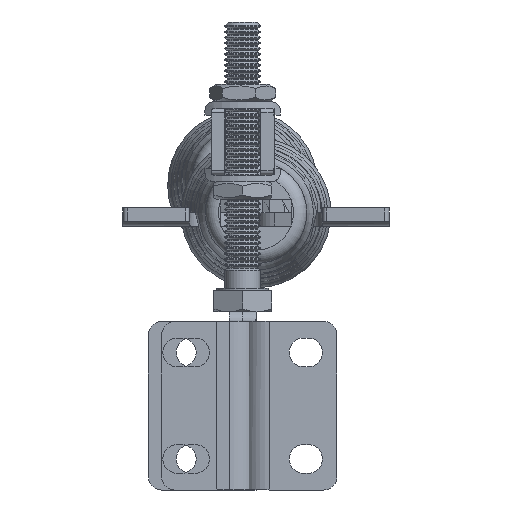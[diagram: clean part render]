
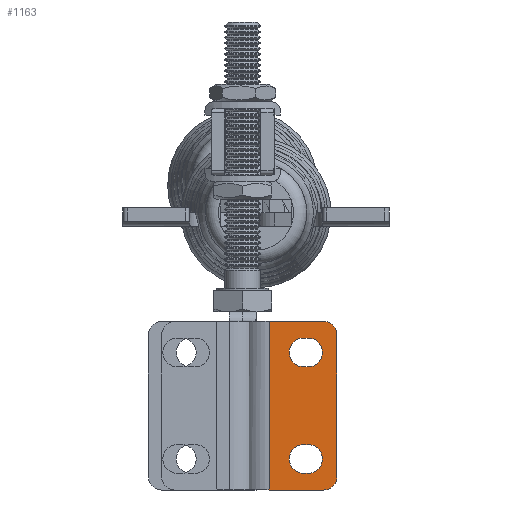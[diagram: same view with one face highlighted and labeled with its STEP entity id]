
A CAD part, left-side view. The second image highlights one B-rep face of the part: STEP entity #1163.
In plain terms, the highlighted planar face has unit normal (-1, 0, 0).
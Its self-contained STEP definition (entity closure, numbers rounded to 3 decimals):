
#1163 = ADVANCED_FACE( '', ( #2683, #2684, #2685 ), #2686, .T. );
#2683 = FACE_BOUND( '', #4517, .T. );
#2684 = FACE_OUTER_BOUND( '', #4518, .T. );
#2685 = FACE_BOUND( '', #4519, .T. );
#2686 = PLANE( '', #4520 );
#4517 = EDGE_LOOP( '', ( #7370, #7371, #7372, #7373 ) );
#4518 = EDGE_LOOP( '', ( #7374, #7375, #7376, #7377, #7378, #7379 ) );
#4519 = EDGE_LOOP( '', ( #7380, #7381, #7382, #7383 ) );
#4520 = AXIS2_PLACEMENT_3D( '', #7384, #7385, #7386 );
#7370 = ORIENTED_EDGE( '', *, *, #9705, .F. );
#7371 = ORIENTED_EDGE( '', *, *, #9478, .F. );
#7372 = ORIENTED_EDGE( '', *, *, #9706, .F. );
#7373 = ORIENTED_EDGE( '', *, *, #9707, .F. );
#7374 = ORIENTED_EDGE( '', *, *, #9218, .T. );
#7375 = ORIENTED_EDGE( '', *, *, #9517, .T. );
#7376 = ORIENTED_EDGE( '', *, *, #9708, .T. );
#7377 = ORIENTED_EDGE( '', *, *, #9693, .T. );
#7378 = ORIENTED_EDGE( '', *, *, #8781, .F. );
#7379 = ORIENTED_EDGE( '', *, *, #9709, .T. );
#7380 = ORIENTED_EDGE( '', *, *, #9291, .T. );
#7381 = ORIENTED_EDGE( '', *, *, #9049, .T. );
#7382 = ORIENTED_EDGE( '', *, *, #9512, .T. );
#7383 = ORIENTED_EDGE( '', *, *, #9643, .T. );
#7384 = CARTESIAN_POINT( '', ( -14.5, 3., -24.5 ) );
#7385 = DIRECTION( '', ( -1., 0., 0. ) );
#7386 = DIRECTION( '', ( 0., 0., 1. ) );
#8781 = EDGE_CURVE( '', #10101, #10102, #10103, .T. );
#9049 = EDGE_CURVE( '', #10556, #10561, #10563, .F. );
#9218 = EDGE_CURVE( '', #10841, #10839, #10842, .T. );
#9291 = EDGE_CURVE( '', #10955, #10556, #10957, .T. );
#9478 = EDGE_CURVE( '', #11243, #11244, #11245, .T. );
#9512 = EDGE_CURVE( '', #10561, #11298, #11300, .T. );
#9517 = EDGE_CURVE( '', #10839, #11305, #11307, .T. );
#9643 = EDGE_CURVE( '', #11298, #10955, #11482, .F. );
#9693 = EDGE_CURVE( '', #11548, #10102, #11549, .T. );
#9705 = EDGE_CURVE( '', #11244, #11562, #11563, .T. );
#9706 = EDGE_CURVE( '', #11564, #11243, #11565, .T. );
#9707 = EDGE_CURVE( '', #11562, #11564, #11566, .T. );
#9708 = EDGE_CURVE( '', #11305, #11548, #11567, .T. );
#9709 = EDGE_CURVE( '', #10101, #10841, #11568, .T. );
#10101 = VERTEX_POINT( '', #12104 );
#10102 = VERTEX_POINT( '', #12105 );
#10103 = LINE( '', #12106, #12107 );
#10556 = VERTEX_POINT( '', #12747 );
#10561 = VERTEX_POINT( '', #12753 );
#10563 = CIRCLE( '', #12756, 3.25 );
#10839 = VERTEX_POINT( '', #13135 );
#10841 = VERTEX_POINT( '', #13138 );
#10842 = LINE( '', #13139, #13140 );
#10955 = VERTEX_POINT( '', #13279 );
#10957 = LINE( '', #13282, #13283 );
#11243 = VERTEX_POINT( '', #13669 );
#11244 = VERTEX_POINT( '', #13670 );
#11245 = LINE( '', #13671, #13672 );
#11298 = VERTEX_POINT( '', #13752 );
#11300 = LINE( '', #13755, #13756 );
#11305 = VERTEX_POINT( '', #13761 );
#11307 = CIRCLE( '', #13764, 3. );
#11482 = CIRCLE( '', #14113, 3.25 );
#11548 = VERTEX_POINT( '', #14188 );
#11549 = CIRCLE( '', #14189, 3. );
#11562 = VERTEX_POINT( '', #14210 );
#11563 = CIRCLE( '', #14211, 3.25 );
#11564 = VERTEX_POINT( '', #14212 );
#11565 = CIRCLE( '', #14213, 3.25 );
#11566 = LINE( '', #14214, #14215 );
#11567 = LINE( '', #14216, #14217 );
#11568 = LINE( '', #14218, #14219 );
#12104 = CARTESIAN_POINT( '', ( -14.5, -3., -24.5 ) );
#12105 = CARTESIAN_POINT( '', ( -14.5, -15.25, -24.5 ) );
#12106 = CARTESIAN_POINT( '', ( -14.5, 3., -24.5 ) );
#12107 = VECTOR( '', #14834, 1000. );
#12747 = CARTESIAN_POINT( '', ( -14.5, -11.75, -28.25 ) );
#12753 = CARTESIAN_POINT( '', ( -14.5, -11.75, -34.75 ) );
#12756 = AXIS2_PLACEMENT_3D( '', #15253, #15254, #15255 );
#13135 = CARTESIAN_POINT( '', ( -14.5, -15.25, -62.5 ) );
#13138 = CARTESIAN_POINT( '', ( -14.5, -3., -62.5 ) );
#13139 = CARTESIAN_POINT( '', ( -14.5, 3., -62.5 ) );
#13140 = VECTOR( '', #15517, 1000. );
#13279 = CARTESIAN_POINT( '', ( -14.5, -10.75, -28.25 ) );
#13282 = CARTESIAN_POINT( '', ( -14.5, 3., -28.25 ) );
#13283 = VECTOR( '', #15635, 1000. );
#13669 = CARTESIAN_POINT( '', ( -14.5, -10.75, -58.75 ) );
#13670 = CARTESIAN_POINT( '', ( -14.5, -11.75, -58.75 ) );
#13671 = CARTESIAN_POINT( '', ( -14.5, 3., -58.75 ) );
#13672 = VECTOR( '', #15908, 1000. );
#13752 = CARTESIAN_POINT( '', ( -14.5, -10.75, -34.75 ) );
#13755 = CARTESIAN_POINT( '', ( -14.5, 3., -34.75 ) );
#13756 = VECTOR( '', #15958, 1000. );
#13761 = CARTESIAN_POINT( '', ( -14.5, -18.25, -59.5 ) );
#13764 = AXIS2_PLACEMENT_3D( '', #15963, #15964, #15965 );
#14113 = AXIS2_PLACEMENT_3D( '', #16083, #16084, #16085 );
#14188 = CARTESIAN_POINT( '', ( -14.5, -18.25, -27.5 ) );
#14189 = AXIS2_PLACEMENT_3D( '', #16147, #16148, #16149 );
#14210 = CARTESIAN_POINT( '', ( -14.5, -11.75, -52.25 ) );
#14211 = AXIS2_PLACEMENT_3D( '', #16156, #16157, #16158 );
#14212 = CARTESIAN_POINT( '', ( -14.5, -10.75, -52.25 ) );
#14213 = AXIS2_PLACEMENT_3D( '', #16159, #16160, #16161 );
#14214 = CARTESIAN_POINT( '', ( -14.5, 3., -52.25 ) );
#14215 = VECTOR( '', #16162, 1000. );
#14216 = CARTESIAN_POINT( '', ( -14.5, -18.25, -62.5 ) );
#14217 = VECTOR( '', #16163, 1000. );
#14218 = CARTESIAN_POINT( '', ( -14.5, -3., -24.5 ) );
#14219 = VECTOR( '', #16164, 1000. );
#14834 = DIRECTION( '', ( 0., -1., 0. ) );
#15253 = CARTESIAN_POINT( '', ( -14.5, -11.75, -31.5 ) );
#15254 = DIRECTION( '', ( -1., 0., 0. ) );
#15255 = DIRECTION( '', ( 0., 0., 1. ) );
#15517 = DIRECTION( '', ( 0., -1., 0. ) );
#15635 = DIRECTION( '', ( 0., -1., 0. ) );
#15908 = DIRECTION( '', ( 0., -1., 0. ) );
#15958 = DIRECTION( '', ( 0., 1., 0. ) );
#15963 = CARTESIAN_POINT( '', ( -14.5, -15.25, -59.5 ) );
#15964 = DIRECTION( '', ( -1., 0., 0. ) );
#15965 = DIRECTION( '', ( 0., 0., 1. ) );
#16083 = CARTESIAN_POINT( '', ( -14.5, -10.75, -31.5 ) );
#16084 = DIRECTION( '', ( -1., 0., 0. ) );
#16085 = DIRECTION( '', ( 0., 0., 1. ) );
#16147 = CARTESIAN_POINT( '', ( -14.5, -15.25, -27.5 ) );
#16148 = DIRECTION( '', ( -1., 0., 0. ) );
#16149 = DIRECTION( '', ( 0., 0., 1. ) );
#16156 = CARTESIAN_POINT( '', ( -14.5, -11.75, -55.5 ) );
#16157 = DIRECTION( '', ( -1., 0., 0. ) );
#16158 = DIRECTION( '', ( 0., 0., 1. ) );
#16159 = CARTESIAN_POINT( '', ( -14.5, -10.75, -55.5 ) );
#16160 = DIRECTION( '', ( -1., 0., 0. ) );
#16161 = DIRECTION( '', ( 0., 0., 1. ) );
#16162 = DIRECTION( '', ( 0., 1., 0. ) );
#16163 = DIRECTION( '', ( 0., 0., 1. ) );
#16164 = DIRECTION( '', ( 0., 0., -1. ) );
